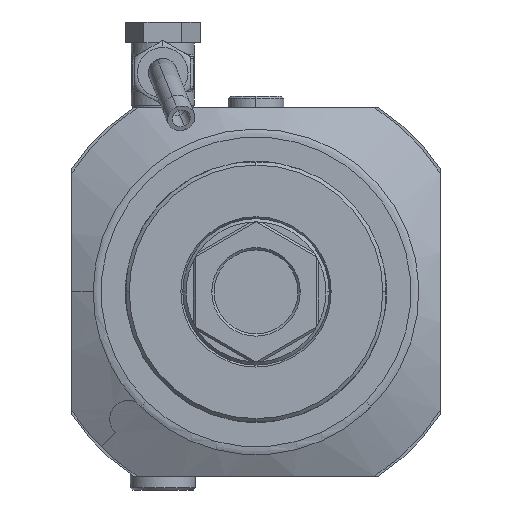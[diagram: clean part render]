
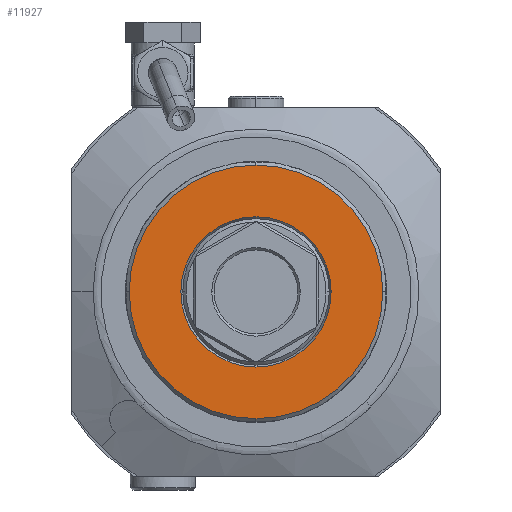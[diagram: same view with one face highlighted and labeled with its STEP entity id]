
A CAD part, left-side view. The second image highlights one B-rep face of the part: STEP entity #11927.
In plain terms, the highlighted planar face has unit normal (-1, 0, 0).
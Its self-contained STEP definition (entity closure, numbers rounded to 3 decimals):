
#2884=CARTESIAN_POINT('',(-24.,0.,0.));
#2885=DIRECTION('',(-1.,0.,0.));
#2886=DIRECTION('',(0.,1.,0.));
#2887=AXIS2_PLACEMENT_3D('',#2884,#2885,#2886);
#2889=CARTESIAN_POINT('',(-24.,0.,0.));
#2890=DIRECTION('',(-1.,0.,0.));
#2891=DIRECTION('',(0.,-1.,0.));
#2892=AXIS2_PLACEMENT_3D('',#2889,#2890,#2891);
#2894=CARTESIAN_POINT('',(-24.,0.,0.));
#2895=DIRECTION('',(1.,0.,0.));
#2896=DIRECTION('',(0.,1.,0.));
#2897=AXIS2_PLACEMENT_3D('',#2894,#2895,#2896);
#2899=CARTESIAN_POINT('',(-24.,0.,0.));
#2900=DIRECTION('',(1.,0.,0.));
#2901=DIRECTION('',(0.,-1.,0.));
#2902=AXIS2_PLACEMENT_3D('',#2899,#2900,#2901);
#8305=CARTESIAN_POINT('',(-24.,16.116,0.));
#8306=CARTESIAN_POINT('',(-24.,-16.116,0.));
#8307=VERTEX_POINT('',#8305);
#8308=VERTEX_POINT('',#8306);
#8309=CARTESIAN_POINT('',(-24.,27.2,0.));
#8310=CARTESIAN_POINT('',(-24.,-27.2,0.));
#8311=VERTEX_POINT('',#8309);
#8312=VERTEX_POINT('',#8310);
#11912=CARTESIAN_POINT('',(-24.,0.,0.));
#11913=DIRECTION('',(-1.,0.,0.));
#11914=DIRECTION('',(0.,1.,0.));
#11915=AXIS2_PLACEMENT_3D('',#11912,#11913,#11914);
#11916=PLANE('',#11915);
#11917=ORIENTED_EDGE('',*,*,#11890,.F.);
#11918=ORIENTED_EDGE('',*,*,#11905,.F.);
#11919=EDGE_LOOP('',(#11917,#11918));
#11920=FACE_OUTER_BOUND('',#11919,.F.);
#11922=ORIENTED_EDGE('',*,*,#11921,.F.);
#11924=ORIENTED_EDGE('',*,*,#11923,.F.);
#11925=EDGE_LOOP('',(#11922,#11924));
#11926=FACE_BOUND('',#11925,.F.);
#2888=CIRCLE('',#2887,27.2);
#2893=CIRCLE('',#2892,27.2);
#2898=CIRCLE('',#2897,16.116);
#2903=CIRCLE('',#2902,16.116);
#11890=EDGE_CURVE('',#8311,#8312,#2888,.T.);
#11905=EDGE_CURVE('',#8312,#8311,#2893,.T.);
#11921=EDGE_CURVE('',#8307,#8308,#2898,.T.);
#11923=EDGE_CURVE('',#8308,#8307,#2903,.T.);
#11927=ADVANCED_FACE('',(#11920,#11926),#11916,.T.);
